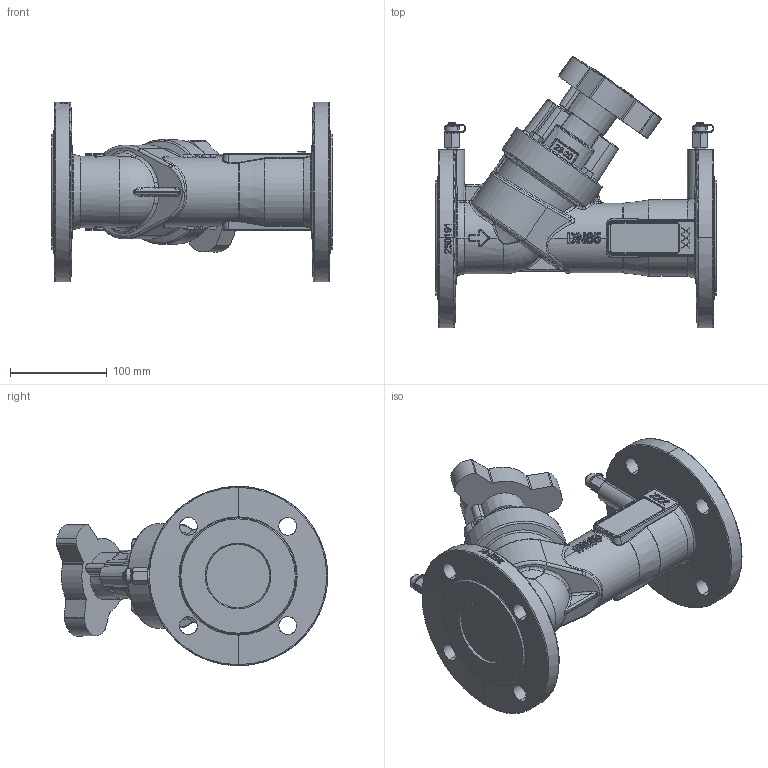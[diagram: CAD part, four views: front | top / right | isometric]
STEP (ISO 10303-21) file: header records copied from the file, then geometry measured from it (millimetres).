
FILE_DESCRIPTION(('CATIA V5 STEP Exchange','CAx-IF Rec.Pracs.--- Model Styling and Organization---1.4--- 2014-01-23','CAx-IF Rec.Pracs.---3D Tessellated Data Validation Properties---0.5---2014-09-14'),'2;1');
FILE_NAME('STEP_130063_-_TST.stp','2021-10-19T06:19:24+00:00',('none'),('none'),'CATIA Version 5-6 Release 2019 SP3','CATIA V5 STEP AP242 v1','none');
FILE_SCHEMA(('AP242_MANAGED_MODEL_BASED_3D_ENGINEERING_MIM_LF {1 0 10303 442 1 1 4}'));
Products named in the file (1): 130063 - TST
Bounding box: 290 x 280.06 x 185 mm (x, y, z)
Volume: 2989261.9 mm3; surface area: 256483.3 mm2
Topology: 1 solids, 12 shells, 1832 faces, 4897 edges, 3128 vertices
Faces by surface type: bspline 707, plane 507, cylinder 306, cone 163, torus 109, sphere 40
Entity records: 75624 total; most frequent: CARTESIAN_POINT 40457, ORIENTED_EDGE 9710, EDGE_CURVE 4855, DIRECTION 3497, VERTEX_POINT 3128, B_SPLINE_CURVE_WITH_KNOTS 2295, EDGE_LOOP 1941, ADVANCED_FACE 1832
